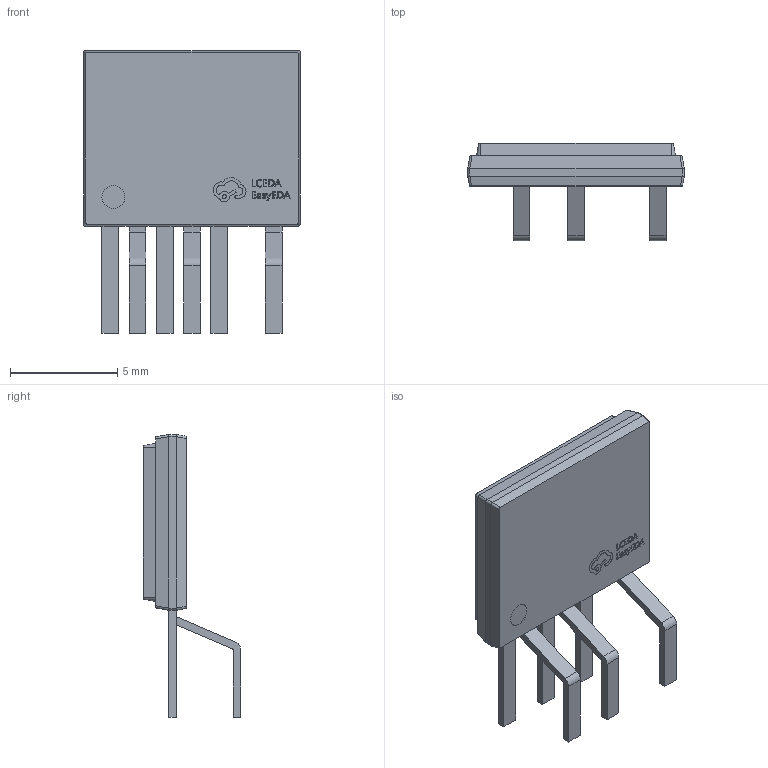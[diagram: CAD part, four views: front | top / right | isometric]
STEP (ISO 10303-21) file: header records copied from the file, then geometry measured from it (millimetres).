
FILE_DESCRIPTION (( 'STEP AP214' ), '1' );
FILE_NAME ('ESIP-7C_L10.1-W2.0-P2.54-TL.STEP', '2022-07-22T13:34:34', ( '微软用户' ), ( '微软中国' ), 'SwSTEP 2.0', 'SolidWorks 2020', '' );
FILE_SCHEMA (( 'AUTOMOTIVE_DESIGN' ));
Length unit declared in the file: millimetre
Products named in the file (1): ESIP-7C_L10.1-W2.0-P2.54-TL
Bounding box: 10.1 x 4.54 x 13.19 mm (x, y, z)
Volume: 164 mm3; surface area: 375.3 mm2
Topology: 2 solids, 2 shells, 373 faces, 1017 edges, 670 vertices
Faces by surface type: plane 245, bspline 98, cylinder 26, cone 4
Entity records: 16018 total; most frequent: CARTESIAN_POINT 3463, ORIENTED_EDGE 2034, DIRECTION 1373, EDGE_CURVE 1017, LINE 749, VECTOR 749, VERTEX_POINT 670, EDGE_LOOP 395
